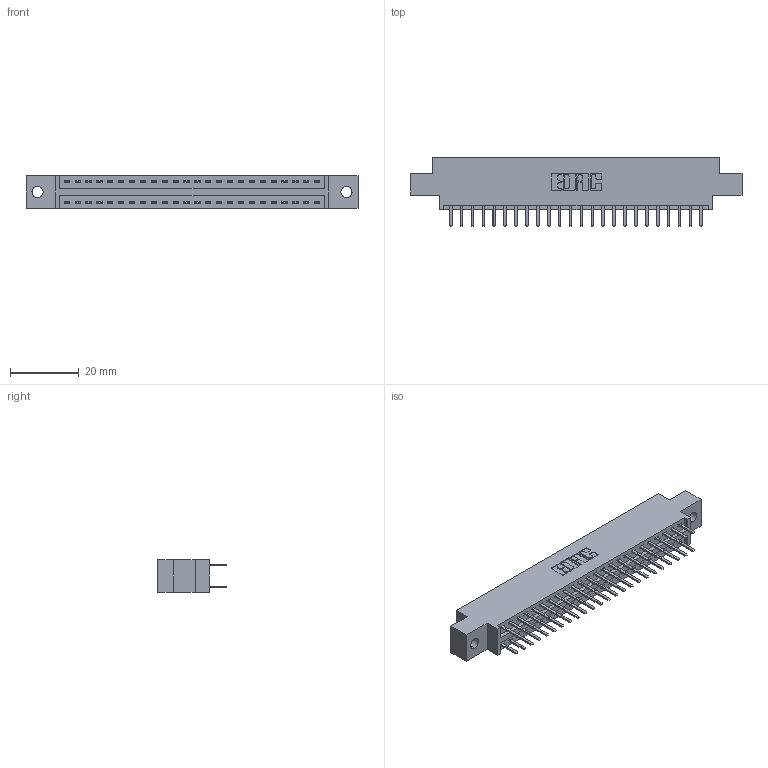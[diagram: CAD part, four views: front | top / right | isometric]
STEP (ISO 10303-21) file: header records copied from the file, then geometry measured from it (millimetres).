
FILE_DESCRIPTION (( 'STEP AP203' ), '1' );
FILE_NAME ('346-048-520-802.STEP', '2018-08-25T08:53:41', ( '' ), ( '' ), 'SwSTEP 2.0', 'SolidWorks 2016', '' );
FILE_SCHEMA (( 'CONFIG_CONTROL_DESIGN' ));
Length unit declared in the file: inch
Products named in the file (3): 346 Part_0.170 Offset - 0.128 Dia; 345-292-001_345-293-120; 346-048-520-802
Assembly tree (49 placements, depth 2):
  346-048-520-802
    346 Part_0.170 Offset - 0.128 Dia
    345-292-001_345-293-120  x48
Bounding box: 96.77 x 20.02 x 9.4 mm (x, y, z)
Volume: 9084.5 mm3; surface area: 12065.2 mm2
Topology: 49 solids, 49 shells, 2814 faces, 8165 edges, 5314 vertices
Faces by surface type: plane 1856, cylinder 958
Entity records: 18335 total; most frequent: CARTESIAN_POINT 3060, ORIENTED_EDGE 2982, DIRECTION 2735, EDGE_CURVE 1491, LINE 1259, VECTOR 1259, VERTEX_POINT 990, AXIS2_PLACEMENT_3D 738
